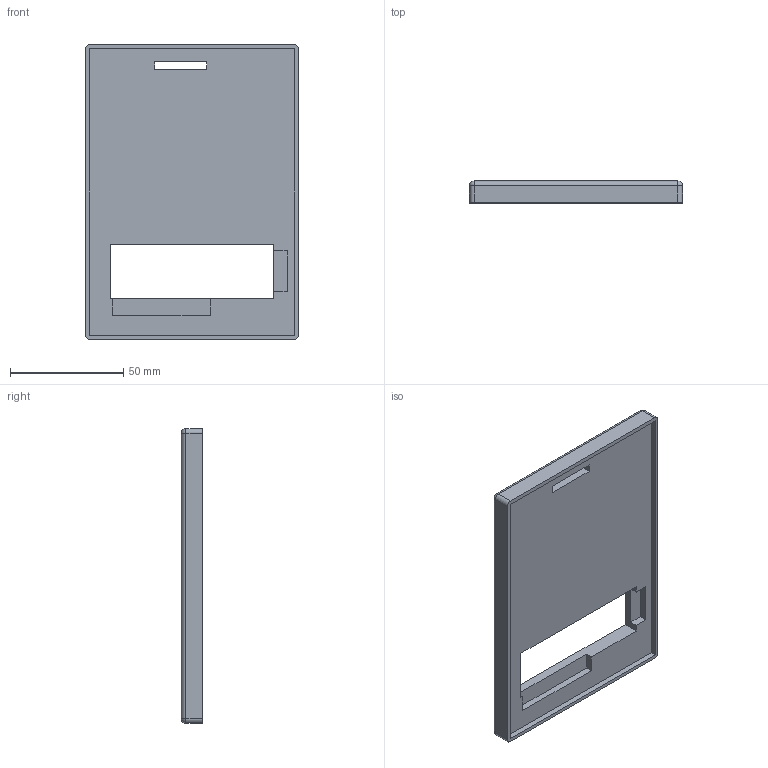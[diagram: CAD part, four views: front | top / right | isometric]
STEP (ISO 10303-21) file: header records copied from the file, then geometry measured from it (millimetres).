
FILE_DESCRIPTION (( 'STEP AP214' ), '1' );
FILE_NAME ('Model_2_upper_stp.STEP', '2021-06-15T08:28:23', ( '' ), ( '' ), 'SwSTEP 2.0', 'SolidWorks 2020', '' );
FILE_SCHEMA (( 'AUTOMOTIVE_DESIGN' ));
Length unit declared in the file: millimetre
Products named in the file (1): Model_2_upper_stp
Bounding box: 94 x 9.5 x 130 mm (x, y, z)
Volume: 62293.5 mm3; surface area: 28029.1 mm2
Topology: 1 solids, 1 shells, 44 faces, 112 edges, 68 vertices
Faces by surface type: plane 32, cylinder 8, sphere 4
Entity records: 1314 total; most frequent: CARTESIAN_POINT 221, ORIENTED_EDGE 216, DIRECTION 214, EDGE_CURVE 108, VECTOR 92, LINE 92, VERTEX_POINT 68, AXIS2_PLACEMENT_3D 61
